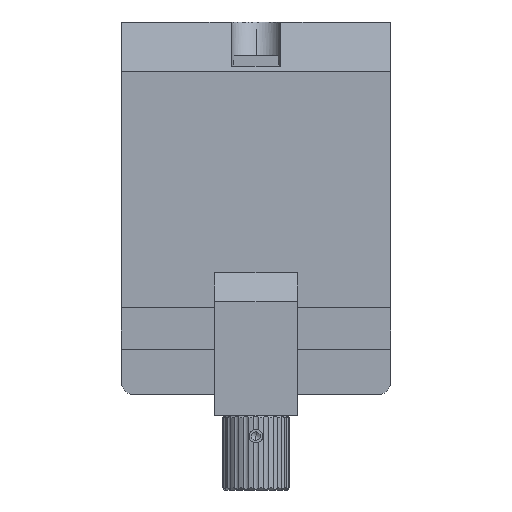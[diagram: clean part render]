
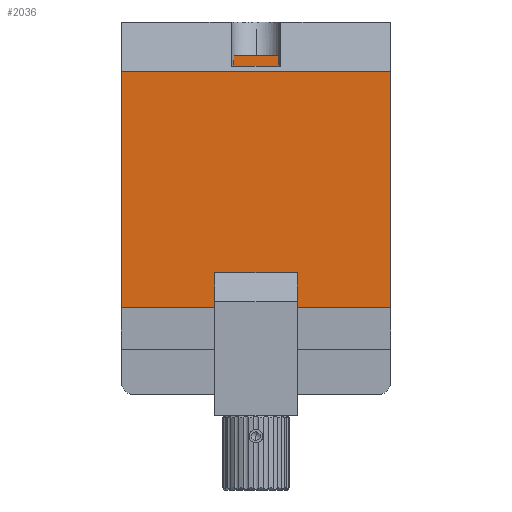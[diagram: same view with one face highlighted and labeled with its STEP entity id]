
A CAD part, front view. The second image highlights one B-rep face of the part: STEP entity #2036.
In plain terms, the highlighted planar face has unit normal (0, -1, 0).
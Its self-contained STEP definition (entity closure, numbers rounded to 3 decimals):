
#286 = LINE ( 'NONE', #2026, #3310 ) ;
#427 = DIRECTION ( 'NONE',  ( 0., 0., 1. ) ) ;
#430 = VERTEX_POINT ( 'NONE', #5765 ) ;
#572 = ORIENTED_EDGE ( 'NONE', *, *, #1694, .F. ) ;
#651 = CARTESIAN_POINT ( 'NONE',  ( -32.5, -8., 82. ) ) ;
#693 = AXIS2_PLACEMENT_3D ( 'NONE', #4374, #1192, #5279 ) ;
#779 = EDGE_CURVE ( 'NONE', #1749, #4989, #4597, .T. ) ;
#924 = DIRECTION ( 'NONE',  ( 1., 0., 0. ) ) ;
#1002 = VERTEX_POINT ( 'NONE', #5800 ) ;
#1192 = DIRECTION ( 'NONE',  ( 0., 1., 0. ) ) ;
#1694 = EDGE_CURVE ( 'NONE', #4989, #430, #4105, .T. ) ;
#1730 = CARTESIAN_POINT ( 'NONE',  ( -32.5, -8., 82. ) ) ;
#1742 = CARTESIAN_POINT ( 'NONE',  ( -32.5, -8., 82. ) ) ;
#1749 = VERTEX_POINT ( 'NONE', #2376 ) ;
#1868 = VECTOR ( 'NONE', #3833, 1000. ) ;
#2026 = CARTESIAN_POINT ( 'NONE',  ( 32.5, -8., 82. ) ) ;
#2036 = ADVANCED_FACE ( 'NONE', ( #5016 ), #5268, .F. ) ;
#2138 = VECTOR ( 'NONE', #924, 1000. ) ;
#2376 = CARTESIAN_POINT ( 'NONE',  ( -32.5, -8., 21. ) ) ;
#2944 = EDGE_LOOP ( 'NONE', ( #4664, #572, #4479, #5503 ) ) ;
#3310 = VECTOR ( 'NONE', #5171, 1000. ) ;
#3794 = EDGE_CURVE ( 'NONE', #1749, #1002, #5450, .T. ) ;
#3833 = DIRECTION ( 'NONE',  ( 1., 0., 0. ) ) ;
#4105 = LINE ( 'NONE', #651, #1868 ) ;
#4374 = CARTESIAN_POINT ( 'NONE',  ( -32.5, -8., 82. ) ) ;
#4479 = ORIENTED_EDGE ( 'NONE', *, *, #779, .F. ) ;
#4597 = LINE ( 'NONE', #1742, #5527 ) ;
#4664 = ORIENTED_EDGE ( 'NONE', *, *, #5369, .T. ) ;
#4989 = VERTEX_POINT ( 'NONE', #1730 ) ;
#5014 = CARTESIAN_POINT ( 'NONE',  ( -32.5, -8., 21. ) ) ;
#5016 = FACE_OUTER_BOUND ( 'NONE', #2944, .T. ) ;
#5171 = DIRECTION ( 'NONE',  ( 0., 0., 1. ) ) ;
#5268 = PLANE ( 'NONE',  #693 ) ;
#5279 = DIRECTION ( 'NONE',  ( 0., 0., -1. ) ) ;
#5369 = EDGE_CURVE ( 'NONE', #1002, #430, #286, .T. ) ;
#5450 = LINE ( 'NONE', #5014, #2138 ) ;
#5503 = ORIENTED_EDGE ( 'NONE', *, *, #3794, .T. ) ;
#5527 = VECTOR ( 'NONE', #427, 1000. ) ;
#5765 = CARTESIAN_POINT ( 'NONE',  ( 32.5, -8., 82. ) ) ;
#5800 = CARTESIAN_POINT ( 'NONE',  ( 32.5, -8., 21. ) ) ;
